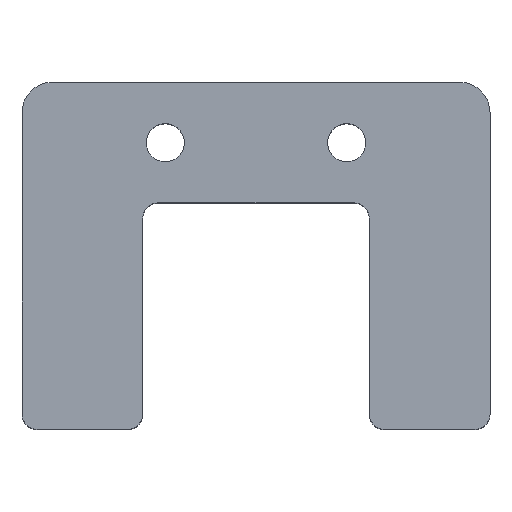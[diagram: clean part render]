
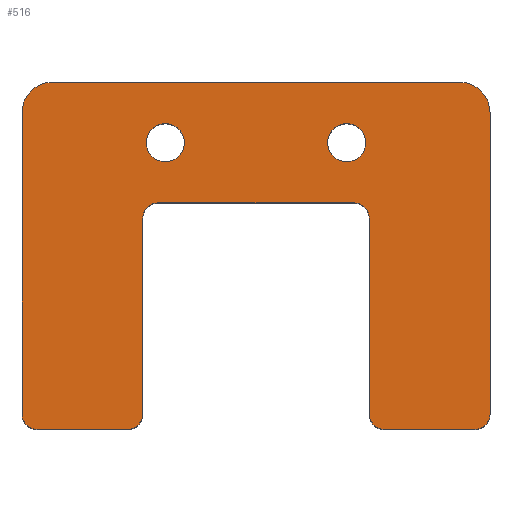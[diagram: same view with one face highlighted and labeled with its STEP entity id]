
A CAD part, top view. The second image highlights one B-rep face of the part: STEP entity #516.
In plain terms, the highlighted planar face has unit normal (0, 0, 1).
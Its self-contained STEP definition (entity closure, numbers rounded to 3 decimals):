
#27=FACE_BOUND('',#100,.T.);
#28=FACE_BOUND('',#101,.T.);
#38=PLANE('',#586);
#63=FACE_OUTER_BOUND('',#99,.T.);
#99=EDGE_LOOP('',(#459,#460,#461,#462,#463,#464,#465,#466,#467,#468,#469,
#470,#471,#472,#473,#474));
#100=EDGE_LOOP('',(#475));
#101=EDGE_LOOP('',(#476));
#106=LINE('',#756,#146);
#116=LINE('',#799,#156);
#122=LINE('',#820,#162);
#125=LINE('',#828,#165);
#130=LINE('',#856,#170);
#133=LINE('',#866,#173);
#140=LINE('',#892,#180);
#141=LINE('',#894,#181);
#146=VECTOR('',#601,10.);
#156=VECTOR('',#639,10.);
#162=VECTOR('',#661,10.);
#165=VECTOR('',#670,10.);
#170=VECTOR('',#691,10.);
#173=VECTOR('',#702,10.);
#180=VECTOR('',#735,10.);
#181=VECTOR('',#738,10.);
#183=CIRCLE('',#533,2.);
#194=CIRCLE('',#547,2.);
#196=CIRCLE('',#551,1.);
#197=CIRCLE('',#553,1.);
#200=CIRCLE('',#558,1.);
#202=CIRCLE('',#562,1.);
#204=CIRCLE('',#566,1.);
#206=CIRCLE('',#570,1.);
#211=CIRCLE('',#581,1.265);
#212=CIRCLE('',#583,1.265);
#215=VERTEX_POINT('',#746);
#216=VERTEX_POINT('',#748);
#218=VERTEX_POINT('',#754);
#235=VERTEX_POINT('',#792);
#236=VERTEX_POINT('',#794);
#237=VERTEX_POINT('',#798);
#239=VERTEX_POINT('',#804);
#240=VERTEX_POINT('',#808);
#244=VERTEX_POINT('',#818);
#245=VERTEX_POINT('',#822);
#246=VERTEX_POINT('',#824);
#248=VERTEX_POINT('',#832);
#250=VERTEX_POINT('',#850);
#251=VERTEX_POINT('',#851);
#253=VERTEX_POINT('',#860);
#254=VERTEX_POINT('',#861);
#259=VERTEX_POINT('',#884);
#260=VERTEX_POINT('',#888);
#263=EDGE_CURVE('',#215,#216,#183,.T.);
#267=EDGE_CURVE('',#218,#215,#106,.T.);
#286=EDGE_CURVE('',#235,#236,#194,.T.);
#288=EDGE_CURVE('',#236,#237,#116,.T.);
#291=EDGE_CURVE('',#237,#239,#196,.T.);
#294=EDGE_CURVE('',#240,#218,#197,.T.);
#299=EDGE_CURVE('',#244,#240,#122,.T.);
#301=EDGE_CURVE('',#245,#246,#200,.T.);
#303=EDGE_CURVE('',#239,#245,#125,.T.);
#306=EDGE_CURVE('',#248,#244,#202,.T.);
#310=EDGE_CURVE('',#250,#251,#204,.T.);
#313=EDGE_CURVE('',#248,#251,#130,.T.);
#315=EDGE_CURVE('',#253,#254,#206,.T.);
#318=EDGE_CURVE('',#250,#254,#133,.T.);
#327=EDGE_CURVE('',#259,#259,#211,.T.);
#329=EDGE_CURVE('',#260,#260,#212,.T.);
#331=EDGE_CURVE('',#253,#246,#140,.T.);
#332=EDGE_CURVE('',#216,#235,#141,.T.);
#459=ORIENTED_EDGE('',*,*,#263,.F.);
#460=ORIENTED_EDGE('',*,*,#267,.F.);
#461=ORIENTED_EDGE('',*,*,#294,.F.);
#462=ORIENTED_EDGE('',*,*,#299,.F.);
#463=ORIENTED_EDGE('',*,*,#306,.F.);
#464=ORIENTED_EDGE('',*,*,#313,.T.);
#465=ORIENTED_EDGE('',*,*,#310,.F.);
#466=ORIENTED_EDGE('',*,*,#318,.T.);
#467=ORIENTED_EDGE('',*,*,#315,.F.);
#468=ORIENTED_EDGE('',*,*,#331,.T.);
#469=ORIENTED_EDGE('',*,*,#301,.F.);
#470=ORIENTED_EDGE('',*,*,#303,.F.);
#471=ORIENTED_EDGE('',*,*,#291,.F.);
#472=ORIENTED_EDGE('',*,*,#288,.F.);
#473=ORIENTED_EDGE('',*,*,#286,.F.);
#474=ORIENTED_EDGE('',*,*,#332,.F.);
#475=ORIENTED_EDGE('',*,*,#327,.T.);
#476=ORIENTED_EDGE('',*,*,#329,.T.);
#516=ADVANCED_FACE('',(#63,#27,#28),#38,.T.);
#533=AXIS2_PLACEMENT_3D('',#749,#594,#595);
#547=AXIS2_PLACEMENT_3D('',#795,#634,#635);
#551=AXIS2_PLACEMENT_3D('',#805,#645,#646);
#553=AXIS2_PLACEMENT_3D('',#810,#651,#652);
#558=AXIS2_PLACEMENT_3D('',#825,#665,#666);
#562=AXIS2_PLACEMENT_3D('',#834,#676,#677);
#566=AXIS2_PLACEMENT_3D('',#852,#685,#686);
#570=AXIS2_PLACEMENT_3D('',#862,#696,#697);
#581=AXIS2_PLACEMENT_3D('',#885,#725,#726);
#583=AXIS2_PLACEMENT_3D('',#889,#730,#731);
#586=AXIS2_PLACEMENT_3D('',#895,#739,#740);
#594=DIRECTION('center_axis',(0.,0.,-1.));
#595=DIRECTION('ref_axis',(-0.707,0.707,0.));
#601=DIRECTION('',(0.,1.,0.));
#634=DIRECTION('center_axis',(0.,0.,-1.));
#635=DIRECTION('ref_axis',(0.707,0.707,0.));
#639=DIRECTION('',(0.,-1.,0.));
#645=DIRECTION('center_axis',(0.,0.,-1.));
#646=DIRECTION('ref_axis',(0.707,-0.707,0.));
#651=DIRECTION('center_axis',(0.,0.,-1.));
#652=DIRECTION('ref_axis',(-0.707,-0.707,0.));
#661=DIRECTION('',(-1.,0.,0.));
#665=DIRECTION('center_axis',(0.,0.,-1.));
#666=DIRECTION('ref_axis',(-0.707,-0.707,0.));
#670=DIRECTION('',(-1.,0.,0.));
#676=DIRECTION('center_axis',(0.,0.,-1.));
#677=DIRECTION('ref_axis',(0.707,-0.707,0.));
#685=DIRECTION('center_axis',(0.,0.,1.));
#686=DIRECTION('ref_axis',(-0.707,0.707,0.));
#691=DIRECTION('',(0.,1.,0.));
#696=DIRECTION('center_axis',(0.,0.,1.));
#697=DIRECTION('ref_axis',(0.707,0.707,0.));
#702=DIRECTION('',(1.,0.,0.));
#725=DIRECTION('center_axis',(0.,0.,-1.));
#726=DIRECTION('ref_axis',(1.,0.,0.));
#730=DIRECTION('center_axis',(0.,0.,-1.));
#731=DIRECTION('ref_axis',(1.,0.,0.));
#735=DIRECTION('',(0.,-1.,0.));
#738=DIRECTION('',(1.,0.,0.));
#739=DIRECTION('center_axis',(0.,0.,1.));
#740=DIRECTION('ref_axis',(1.,0.,0.));
#746=CARTESIAN_POINT('',(-15.5,21.,0.));
#748=CARTESIAN_POINT('',(-13.5,23.,0.));
#749=CARTESIAN_POINT('Origin',(-13.5,21.,0.));
#754=CARTESIAN_POINT('',(-15.5,1.,0.));
#756=CARTESIAN_POINT('',(-15.5,0.,0.));
#792=CARTESIAN_POINT('',(13.5,23.,0.));
#794=CARTESIAN_POINT('',(15.5,21.,0.));
#795=CARTESIAN_POINT('Origin',(13.5,21.,0.));
#798=CARTESIAN_POINT('',(15.5,1.,0.));
#799=CARTESIAN_POINT('',(15.5,23.,0.));
#804=CARTESIAN_POINT('',(14.5,0.,0.));
#805=CARTESIAN_POINT('Origin',(14.5,1.,0.));
#808=CARTESIAN_POINT('',(-14.5,0.,0.));
#810=CARTESIAN_POINT('Origin',(-14.5,1.,0.));
#818=CARTESIAN_POINT('',(-8.5,0.,0.));
#820=CARTESIAN_POINT('',(15.5,0.,0.));
#822=CARTESIAN_POINT('',(8.5,0.,0.));
#824=CARTESIAN_POINT('',(7.5,1.,0.));
#825=CARTESIAN_POINT('Origin',(8.5,1.,0.));
#828=CARTESIAN_POINT('',(15.5,0.,0.));
#832=CARTESIAN_POINT('',(-7.5,1.,0.));
#834=CARTESIAN_POINT('Origin',(-8.5,1.,0.));
#850=CARTESIAN_POINT('',(-6.5,15.,0.));
#851=CARTESIAN_POINT('',(-7.5,14.,0.));
#852=CARTESIAN_POINT('Origin',(-6.5,14.,0.));
#856=CARTESIAN_POINT('',(-7.5,0.,0.));
#860=CARTESIAN_POINT('',(7.5,14.,0.));
#861=CARTESIAN_POINT('',(6.5,15.,0.));
#862=CARTESIAN_POINT('Origin',(6.5,14.,0.));
#866=CARTESIAN_POINT('',(-7.5,15.,0.));
#884=CARTESIAN_POINT('',(-7.265,19.,0.));
#885=CARTESIAN_POINT('Origin',(-6.,19.,0.));
#888=CARTESIAN_POINT('',(4.736,19.,0.));
#889=CARTESIAN_POINT('Origin',(6.,19.,0.));
#892=CARTESIAN_POINT('',(7.5,15.,0.));
#894=CARTESIAN_POINT('',(-15.5,23.,0.));
#895=CARTESIAN_POINT('Origin',(0.,11.5,0.));
